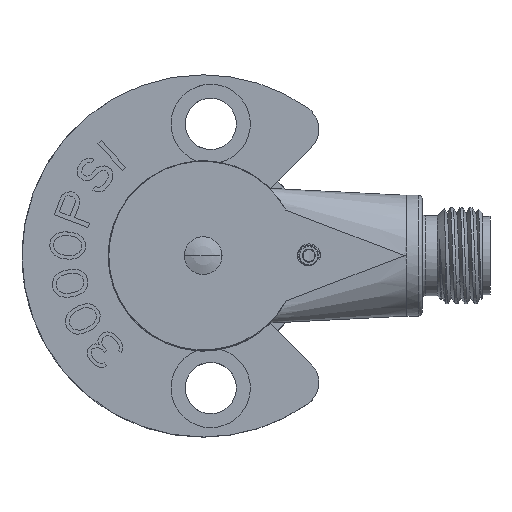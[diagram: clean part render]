
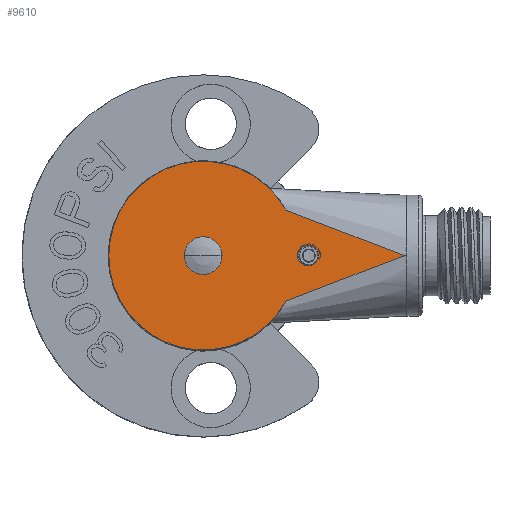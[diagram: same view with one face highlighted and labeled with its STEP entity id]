
A CAD part, top view. The second image highlights one B-rep face of the part: STEP entity #9610.
In plain terms, the highlighted planar face has unit normal (0, 0, 1).
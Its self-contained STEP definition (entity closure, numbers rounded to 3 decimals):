
#1650=CARTESIAN_POINT('',(0.,0.,27.3));
#1651=DIRECTION('',(0.,0.,1.));
#1652=DIRECTION('',(1.,-0.021,0.));
#1653=AXIS2_PLACEMENT_3D('',#1650,#1651,#1652);
#1827=CARTESIAN_POINT('',(14.712,-1.027,27.3));
#1828=CARTESIAN_POINT('',(14.629,-1.099,27.3));
#1829=CARTESIAN_POINT('',(14.449,-1.219,27.3));
#1830=CARTESIAN_POINT('',(14.122,-1.331,27.3));
#1831=CARTESIAN_POINT('',(13.772,-1.351,27.3));
#1832=CARTESIAN_POINT('',(13.434,-1.287,27.3));
#1833=CARTESIAN_POINT('',(13.112,-1.133,27.3));
#1834=CARTESIAN_POINT('',(12.834,-0.903,
27.3));
#1835=CARTESIAN_POINT('',(12.621,-0.609,
27.3));
#1836=CARTESIAN_POINT('',(12.53,-0.384,27.3));
#1837=CARTESIAN_POINT('',(12.497,-0.263,27.3));
#1930=CARTESIAN_POINT('',(12.497,0.256,27.3));
#2009=CARTESIAN_POINT('',(0.,0.,27.3));
#2010=DIRECTION('',(0.,0.,1.));
#2011=DIRECTION('',(1.,0.,0.));
#2012=AXIS2_PLACEMENT_3D('',#2009,#2010,#2011);
#2014=CARTESIAN_POINT('',(0.,0.,27.3));
#2015=DIRECTION('',(0.,0.,1.));
#2016=DIRECTION('',(-1.,0.,0.));
#2017=AXIS2_PLACEMENT_3D('',#2014,#2015,#2016);
#2019=DIRECTION('',(-0.933,-0.359,0.));
#2020=VECTOR('',#2019,16.802);
#2021=CARTESIAN_POINT('',(26.626,0.,
27.3));
#2022=LINE('',#2021,#2020);
#2023=CARTESIAN_POINT('',(0.,0.,27.3));
#2024=DIRECTION('',(0.,0.,-1.));
#2025=DIRECTION('',(0.876,-0.483,0.));
#2026=AXIS2_PLACEMENT_3D('',#2023,#2024,#2025);
#2028=CARTESIAN_POINT('',(0.,0.,27.3));
#2029=DIRECTION('',(0.,0.,-1.));
#2030=DIRECTION('',(-1.,0.,0.));
#2031=AXIS2_PLACEMENT_3D('',#2028,#2029,#2030);
#2033=DIRECTION('',(0.933,-0.359,0.));
#2034=VECTOR('',#2033,16.802);
#2035=CARTESIAN_POINT('',(10.946,6.036,27.3));
#2036=LINE('',#2035,#2034);
#2037=CARTESIAN_POINT('',(14.713,1.026,27.3));
#2038=CARTESIAN_POINT('',(14.625,1.102,27.3));
#2039=CARTESIAN_POINT('',(14.439,1.221,27.3));
#2040=CARTESIAN_POINT('',(14.113,1.334,27.3));
#2041=CARTESIAN_POINT('',(13.768,1.348,27.3));
#2042=CARTESIAN_POINT('',(13.439,1.283,27.3));
#2043=CARTESIAN_POINT('',(13.121,1.138,27.3));
#2044=CARTESIAN_POINT('',(12.843,0.912,27.3));
#2045=CARTESIAN_POINT('',(12.627,0.615,27.3));
#2046=CARTESIAN_POINT('',(12.532,0.383,27.3));
#2047=CARTESIAN_POINT('',(12.497,0.256,27.3));
#2049=CARTESIAN_POINT('',(14.712,-1.027,27.3));
#2050=CARTESIAN_POINT('',(14.809,-0.96,
27.3));
#2051=CARTESIAN_POINT('',(14.976,-0.805,
27.3));
#2052=CARTESIAN_POINT('',(15.16,-0.508,
27.3));
#2053=CARTESIAN_POINT('',(15.254,-0.173,
27.3));
#2054=CARTESIAN_POINT('',(15.254,0.175,27.3));
#2055=CARTESIAN_POINT('',(15.159,0.509,27.3));
#2056=CARTESIAN_POINT('',(14.975,0.807,27.3));
#2057=CARTESIAN_POINT('',(14.807,0.961,27.3));
#2058=CARTESIAN_POINT('',(14.713,1.026,27.3));
#2092=CARTESIAN_POINT('',(10.946,-6.036,27.3));
#3340=CARTESIAN_POINT('',(14.713,1.026,27.3));
#3342=CARTESIAN_POINT('',(14.712,-1.027,27.3));
#6658=VERTEX_POINT('',#2092);
#6659=CARTESIAN_POINT('',(26.626,0.,
27.3));
#6660=VERTEX_POINT('',#6659);
#6673=CARTESIAN_POINT('',(10.946,6.036,27.3));
#6674=VERTEX_POINT('',#6673);
#6675=CARTESIAN_POINT('',(-12.5,0.,27.3));
#6676=VERTEX_POINT('',#6675);
#6685=VERTEX_POINT('',#3342);
#6726=VERTEX_POINT('',#3340);
#7651=CARTESIAN_POINT('',(-2.5,0.,27.3));
#7652=CARTESIAN_POINT('',(2.5,0.,27.3));
#7653=VERTEX_POINT('',#7651);
#7654=VERTEX_POINT('',#7652);
#7662=VERTEX_POINT('',#1930);
#7663=VERTEX_POINT('',#1837);
#9583=CARTESIAN_POINT('',(7.063,0.,27.3));
#9584=DIRECTION('',(0.,0.,1.));
#9585=DIRECTION('',(1.,0.,0.));
#9586=AXIS2_PLACEMENT_3D('',#9583,#9584,#9585);
#9587=PLANE('',#9586);
#9589=ORIENTED_EDGE('',*,*,#9588,.T.);
#9591=ORIENTED_EDGE('',*,*,#9590,.T.);
#9592=ORIENTED_EDGE('',*,*,#9129,.T.);
#9594=ORIENTED_EDGE('',*,*,#9593,.T.);
#9595=EDGE_LOOP('',(#9589,#9591,#9592,#9594));
#9596=FACE_OUTER_BOUND('',#9595,.F.);
#9598=ORIENTED_EDGE('',*,*,#9597,.T.);
#9600=ORIENTED_EDGE('',*,*,#9599,.T.);
#9601=EDGE_LOOP('',(#9598,#9600));
#9602=FACE_BOUND('',#9601,.F.);
#9603=ORIENTED_EDGE('',*,*,#9554,.T.);
#9604=ORIENTED_EDGE('',*,*,#9090,.F.);
#9605=ORIENTED_EDGE('',*,*,#9331,.F.);
#9607=ORIENTED_EDGE('',*,*,#9606,.T.);
#9608=EDGE_LOOP('',(#9603,#9604,#9605,#9607));
#9609=FACE_BOUND('',#9608,.F.);
#9610=ADVANCED_FACE('',(#9596,#9602,#9609),#9587,.T.);
#1654=CIRCLE('',#1653,12.5);
#1838=B_SPLINE_CURVE_WITH_KNOTS('',3,(#1827,#1828,#1829,#1830,#1831,#1832,#1833,
#1834,#1835,#1836,#1837),.UNSPECIFIED.,.F.,.F.,(4,1,1,1,1,1,1,1,4),(0.,
0.125,0.25,0.375,0.5,0.625,0.75,0.875,1.),.UNSPECIFIED.);
#2013=CIRCLE('',#2012,2.5);
#2018=CIRCLE('',#2017,2.5);
#2027=CIRCLE('',#2026,12.5);
#2032=CIRCLE('',#2031,12.5);
#2048=B_SPLINE_CURVE_WITH_KNOTS('',3,(#2037,#2038,#2039,#2040,#2041,#2042,#2043,
#2044,#2045,#2046,#2047),.UNSPECIFIED.,.F.,.F.,(4,1,1,1,1,1,1,1,4),(0.,
0.125,0.25,0.375,0.5,0.625,0.75,0.875,1.),.UNSPECIFIED.);
#2059=B_SPLINE_CURVE_WITH_KNOTS('',3,(#2049,#2050,#2051,#2052,#2053,#2054,#2055,
#2056,#2057,#2058),.UNSPECIFIED.,.F.,.F.,(4,1,1,1,1,1,1,4),(0.,
0.143,0.286,0.429,0.571,
0.714,0.857,1.),.UNSPECIFIED.);
#9090=EDGE_CURVE('',#7663,#7662,#1654,.T.);
#9129=EDGE_CURVE('',#6676,#6674,#2032,.T.);
#9331=EDGE_CURVE('',#6685,#7663,#1838,.T.);
#9554=EDGE_CURVE('',#6726,#7662,#2048,.T.);
#9588=EDGE_CURVE('',#6660,#6658,#2022,.T.);
#9590=EDGE_CURVE('',#6658,#6676,#2027,.T.);
#9593=EDGE_CURVE('',#6674,#6660,#2036,.T.);
#9597=EDGE_CURVE('',#7654,#7653,#2013,.T.);
#9599=EDGE_CURVE('',#7653,#7654,#2018,.T.);
#9606=EDGE_CURVE('',#6685,#6726,#2059,.T.);
